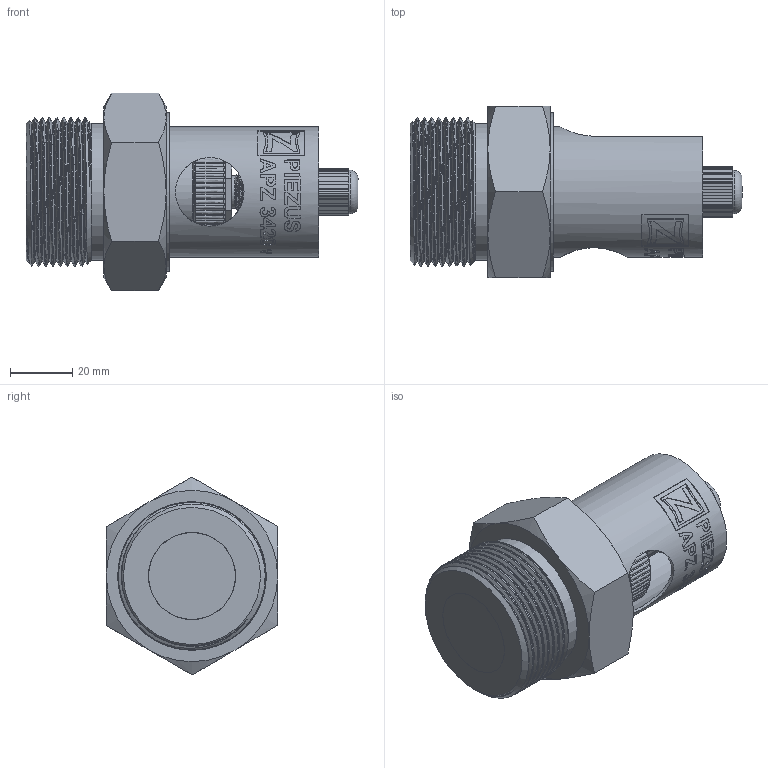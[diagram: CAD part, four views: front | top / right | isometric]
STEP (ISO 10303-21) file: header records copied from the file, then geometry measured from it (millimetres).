
FILE_DESCRIPTION(/* description */ (''),/* implementation_level */ '2;1');
FILE_NAME(/* name */ 'APZ3420v_G1-1''4_4.step',/* time_stamp */ '2021-07-13T17:02:58+03:00',/* author */ (''),/* organization */ (''),/* preprocessor_version */ 'ST-DEVELOPER v18.1',/* originating_system */ 'Autodesk Translation Framework v10.9.0.1377',/* authorisation */ '');
FILE_SCHEMA (('AUTOMOTIVE_DESIGN { 1 0 10303 214 3 1 1 }'));
Products named in the file (7): АПЗ 3420 v - filled; OMAL nut M27x1.5 v8; M12x1 male v16; Ш100.000.002 v4; M12x1 female straight v9; МР00-01.266.412.125 v5; МР00-01.266.410.125 v6
Assembly tree (6 placements, depth 2):
  АПЗ 3420 v - filled
    OMAL nut M27x1.5 v8
    M12x1 male v16
    Ш100.000.002 v4
    M12x1 female straight v9
    МР00-01.266.412.125 v5
    МР00-01.266.410.125 v6
Bounding box: 106.6 x 55.08 x 63.51 mm (x, y, z)
Volume: 114570.6 mm3; surface area: 42858.3 mm2
Topology: 17 solids, 18 shells, 962 faces, 2652 edges, 1775 vertices
Faces by surface type: bspline 477, plane 273, cylinder 153, cone 48, torus 11
Full cylindrical faces by diameter (mm): 1 x12, 1.5 x4, 2 x1, 7.3 x1, 8 x3, 8.2 x1, 10.293 x1, 10.6 x2, 10.741 x6, 11.884 x5, 12 x1, 14 x2, 14.137 x4, 14.526 x3, 15.85 x3, 16.203 x3, 17 x1, 20 x1, 21.4 x2, 22 x1, 22.3 x1, 22.5 x1, 24.5 x1, 25.132 x4, 25.526 x4, 25.7 x1, 26.5 x5, 27.208 x5, 27.9 x1, 28 x2
Entity records: 57189 total; most frequent: CARTESIAN_POINT 36240, ORIENTED_EDGE 5304, EDGE_CURVE 2652, DIRECTION 2648, VERTEX_POINT 1775, B_SPLINE_CURVE_WITH_KNOTS 1248, EDGE_LOOP 1031, LINE 988
